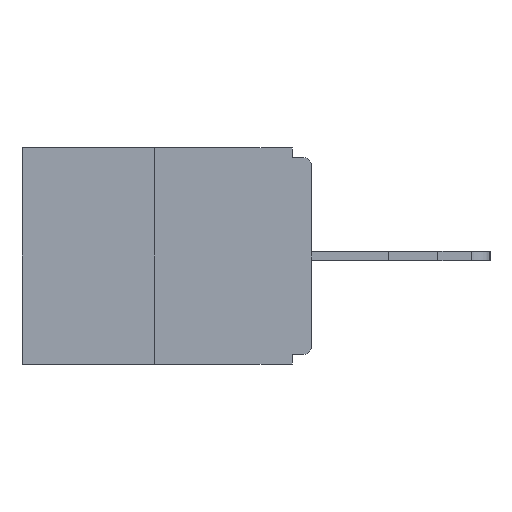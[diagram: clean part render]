
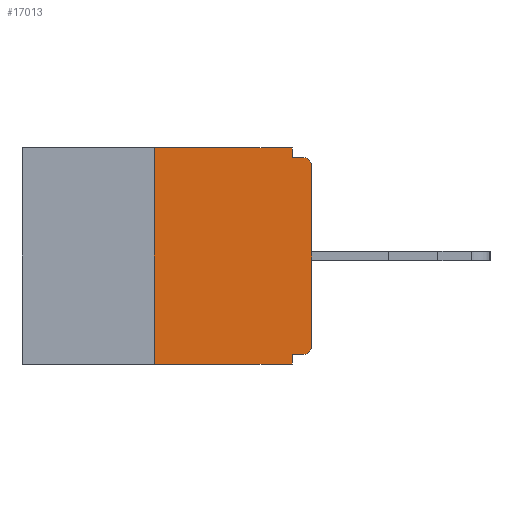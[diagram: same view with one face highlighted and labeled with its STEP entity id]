
A CAD part, left-side view. The second image highlights one B-rep face of the part: STEP entity #17013.
In plain terms, the highlighted planar face has unit normal (-1, 0, 0).
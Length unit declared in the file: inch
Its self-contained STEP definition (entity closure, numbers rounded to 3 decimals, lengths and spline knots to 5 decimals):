
#76 = CIRCLE ( 'NONE', #12471, 0.015 ) ;
#493 = EDGE_CURVE ( 'NONE', #11418, #20446, #872, .T. ) ;
#766 = EDGE_CURVE ( 'NONE', #23980, #20603, #10763, .T. ) ;
#820 = ORIENTED_EDGE ( 'NONE', *, *, #18143, .T. ) ;
#872 = CIRCLE ( 'NONE', #16937, 0.015 ) ;
#911 = DIRECTION ( 'NONE',  ( 0., -1., 0. ) ) ;
#1462 = CARTESIAN_POINT ( 'NONE',  ( 0., 0., -0.313 ) ) ;
#1745 = LINE ( 'NONE', #17261, #4045 ) ;
#2322 = ORIENTED_EDGE ( 'NONE', *, *, #3216, .F. ) ;
#2833 = VECTOR ( 'NONE', #27246, 39.37008 ) ;
#3216 = EDGE_CURVE ( 'NONE', #11418, #16378, #1745, .T. ) ;
#3312 = VERTEX_POINT ( 'NONE', #13672 ) ;
#4045 = VECTOR ( 'NONE', #23629, 39.37008 ) ;
#4492 = DIRECTION ( 'NONE',  ( 0., 0., 1. ) ) ;
#4595 = CARTESIAN_POINT ( 'NONE',  ( 0., 0.015, -0.313 ) ) ;
#4729 = DIRECTION ( 'NONE',  ( -1., 0., 0. ) ) ;
#5496 = CARTESIAN_POINT ( 'NONE',  ( 0., 0.031, -0.015 ) ) ;
#6492 = CARTESIAN_POINT ( 'NONE',  ( 0., 0.015, -0.03 ) ) ;
#6655 = ORIENTED_EDGE ( 'NONE', *, *, #17829, .F. ) ;
#6907 = VERTEX_POINT ( 'NONE', #16652 ) ;
#7645 = EDGE_LOOP ( 'NONE', ( #14679, #14503, #8029, #8346, #2322, #17095, #20817, #820, #26803, #6655 ) ) ;
#7892 = VECTOR ( 'NONE', #8616, 39.37008 ) ;
#8029 = ORIENTED_EDGE ( 'NONE', *, *, #766, .T. ) ;
#8346 = ORIENTED_EDGE ( 'NONE', *, *, #22392, .F. ) ;
#8616 = DIRECTION ( 'NONE',  ( 0., 0., -1. ) ) ;
#9286 = VECTOR ( 'NONE', #27487, 39.37008 ) ;
#9381 = CARTESIAN_POINT ( 'NONE',  ( 0., 0.46, 0. ) ) ;
#9916 = CARTESIAN_POINT ( 'NONE',  ( 0., 0.46, 0. ) ) ;
#10229 = CARTESIAN_POINT ( 'NONE',  ( 0., 0.25, 0. ) ) ;
#10393 = LINE ( 'NONE', #10229, #24437 ) ;
#10543 = DIRECTION ( 'NONE',  ( 0., 0., -1. ) ) ;
#10605 = VERTEX_POINT ( 'NONE', #26668 ) ;
#10763 = LINE ( 'NONE', #25745, #23021 ) ;
#11418 = VERTEX_POINT ( 'NONE', #15542 ) ;
#11532 = FACE_OUTER_BOUND ( 'NONE', #7645, .T. ) ;
#11981 = CARTESIAN_POINT ( 'NONE',  ( 0., 0., -0.015 ) ) ;
#12383 = CARTESIAN_POINT ( 'NONE',  ( 0., 0., 0. ) ) ;
#12471 = AXIS2_PLACEMENT_3D ( 'NONE', #6492, #17288, #10543 ) ;
#13672 = CARTESIAN_POINT ( 'NONE',  ( 0., 0.031, 0. ) ) ;
#13828 = EDGE_CURVE ( 'NONE', #14248, #22200, #20921, .T. ) ;
#14248 = VERTEX_POINT ( 'NONE', #5496 ) ;
#14384 = DIRECTION ( 'NONE',  ( 0., 0., -1. ) ) ;
#14503 = ORIENTED_EDGE ( 'NONE', *, *, #17238, .F. ) ;
#14679 = ORIENTED_EDGE ( 'NONE', *, *, #22383, .F. ) ;
#15542 = CARTESIAN_POINT ( 'NONE',  ( 0., 0.015, -0.328 ) ) ;
#16378 = VERTEX_POINT ( 'NONE', #28021 ) ;
#16652 = CARTESIAN_POINT ( 'NONE',  ( 0., 0.25, 0. ) ) ;
#16937 = AXIS2_PLACEMENT_3D ( 'NONE', #4595, #4729, #19714 ) ;
#17013 = ADVANCED_FACE ( 'NONE', ( #11532 ), #20311, .F. ) ;
#17095 = ORIENTED_EDGE ( 'NONE', *, *, #493, .T. ) ;
#17238 = EDGE_CURVE ( 'NONE', #23980, #6907, #10393, .T. ) ;
#17261 = CARTESIAN_POINT ( 'NONE',  ( 0., 0., -0.328 ) ) ;
#17288 = DIRECTION ( 'NONE',  ( -1., 0., 0. ) ) ;
#17829 = EDGE_CURVE ( 'NONE', #3312, #14248, #24950, .T. ) ;
#18077 = EDGE_CURVE ( 'NONE', #20446, #10605, #23373, .T. ) ;
#18143 = EDGE_CURVE ( 'NONE', #10605, #22200, #76, .T. ) ;
#18678 = LINE ( 'NONE', #9916, #9286 ) ;
#19714 = DIRECTION ( 'NONE',  ( 0., 0., -1. ) ) ;
#20311 = PLANE ( 'NONE',  #27622 ) ;
#20446 = VERTEX_POINT ( 'NONE', #1462 ) ;
#20603 = VERTEX_POINT ( 'NONE', #25821 ) ;
#20817 = ORIENTED_EDGE ( 'NONE', *, *, #18077, .T. ) ;
#20921 = LINE ( 'NONE', #11981, #22781 ) ;
#21312 = DIRECTION ( 'NONE',  ( 0., 0., 1. ) ) ;
#21566 = DIRECTION ( 'NONE',  ( 0., -1., 0. ) ) ;
#22200 = VERTEX_POINT ( 'NONE', #22228 ) ;
#22228 = CARTESIAN_POINT ( 'NONE',  ( 0., 0.015, -0.015 ) ) ;
#22383 = EDGE_CURVE ( 'NONE', #6907, #3312, #18678, .T. ) ;
#22392 = EDGE_CURVE ( 'NONE', #16378, #20603, #27616, .T. ) ;
#22781 = VECTOR ( 'NONE', #911, 39.37008 ) ;
#22808 = CARTESIAN_POINT ( 'NONE',  ( 0., 0.031, 0. ) ) ;
#22934 = DIRECTION ( 'NONE',  ( 1., 0., 0. ) ) ;
#23021 = VECTOR ( 'NONE', #21566, 39.37008 ) ;
#23373 = LINE ( 'NONE', #12383, #27681 ) ;
#23629 = DIRECTION ( 'NONE',  ( 0., 1., 0. ) ) ;
#23758 = CARTESIAN_POINT ( 'NONE',  ( 0., 0.031, -0.343 ) ) ;
#23980 = VERTEX_POINT ( 'NONE', #26835 ) ;
#24437 = VECTOR ( 'NONE', #21312, 39.37008 ) ;
#24950 = LINE ( 'NONE', #22808, #2833 ) ;
#25745 = CARTESIAN_POINT ( 'NONE',  ( 0., 0.46, -0.343 ) ) ;
#25821 = CARTESIAN_POINT ( 'NONE',  ( 0., 0.031, -0.343 ) ) ;
#26668 = CARTESIAN_POINT ( 'NONE',  ( 0., 0., -0.03 ) ) ;
#26803 = ORIENTED_EDGE ( 'NONE', *, *, #13828, .F. ) ;
#26835 = CARTESIAN_POINT ( 'NONE',  ( 0., 0.25, -0.343 ) ) ;
#27246 = DIRECTION ( 'NONE',  ( 0., 0., -1. ) ) ;
#27487 = DIRECTION ( 'NONE',  ( 0., -1., 0. ) ) ;
#27616 = LINE ( 'NONE', #23758, #7892 ) ;
#27622 = AXIS2_PLACEMENT_3D ( 'NONE', #9381, #22934, #14384 ) ;
#27681 = VECTOR ( 'NONE', #4492, 39.37008 ) ;
#28021 = CARTESIAN_POINT ( 'NONE',  ( 0., 0.031, -0.328 ) ) ;
